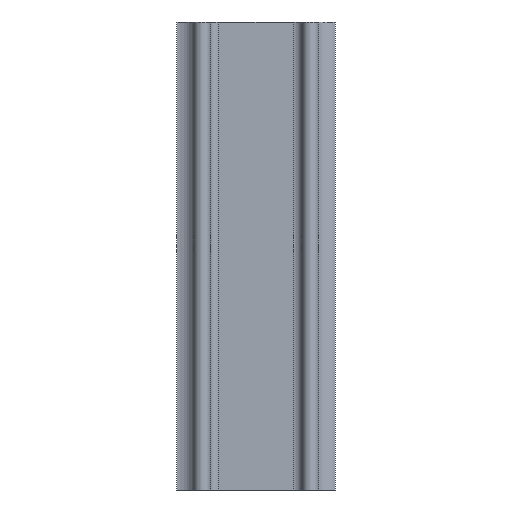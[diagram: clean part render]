
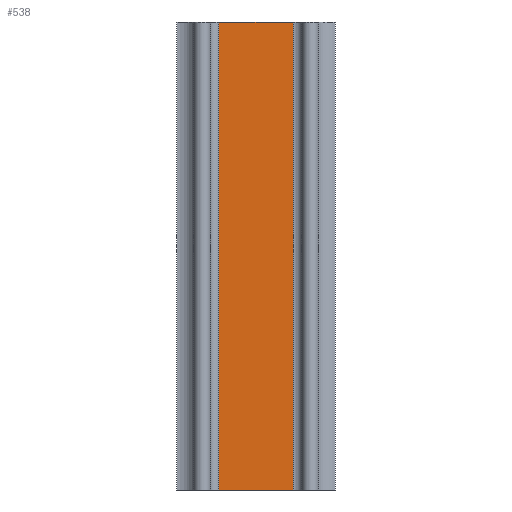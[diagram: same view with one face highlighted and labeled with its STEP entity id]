
A CAD part, front view. The second image highlights one B-rep face of the part: STEP entity #538.
In plain terms, the highlighted planar face has unit normal (0, -1, 0).
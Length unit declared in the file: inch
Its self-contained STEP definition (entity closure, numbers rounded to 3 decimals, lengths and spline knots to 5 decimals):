
#15 = VERTEX_POINT ( 'NONE', #78 ) ;
#72 = CARTESIAN_POINT ( 'NONE',  ( -0.08, -0.03, 0. ) ) ;
#78 = CARTESIAN_POINT ( 'NONE',  ( 0.08, -0.03, 0. ) ) ;
#94 = LINE ( 'NONE', #95, #96 ) ;
#95 = CARTESIAN_POINT ( 'NONE',  ( -0.08, -0.03, 0. ) ) ;
#96 = VECTOR ( 'NONE', #97, 39.37008 ) ;
#97 = DIRECTION ( 'NONE',  ( 1., 0., 0. ) ) ;
#98 = LINE ( 'NONE', #99, #100 ) ;
#99 = CARTESIAN_POINT ( 'NONE',  ( -0.08, -0.03, -1. ) ) ;
#100 = VECTOR ( 'NONE', #104, 39.37008 ) ;
#104 = DIRECTION ( 'NONE',  ( 1., 0., 0. ) ) ;
#170 = EDGE_CURVE ( 'NONE', #592, #15, #242, .T. ) ;
#191 = ORIENTED_EDGE ( 'NONE', *, *, #170, .T. ) ;
#211 = LINE ( 'NONE', #212, #213 ) ;
#212 = CARTESIAN_POINT ( 'NONE',  ( -0.08, -0.03, -1. ) ) ;
#213 = VECTOR ( 'NONE', #214, 39.37008 ) ;
#214 = DIRECTION ( 'NONE',  ( 0., 0., 1. ) ) ;
#242 = LINE ( 'NONE', #243, #244 ) ;
#243 = CARTESIAN_POINT ( 'NONE',  ( 0.08, -0.03, -1. ) ) ;
#244 = VECTOR ( 'NONE', #245, 39.37008 ) ;
#245 = DIRECTION ( 'NONE',  ( 0., 0., 1. ) ) ;
#265 = CARTESIAN_POINT ( 'NONE',  ( -0.08, -0.03, -1. ) ) ;
#288 = CARTESIAN_POINT ( 'NONE',  ( 0.08, -0.03, -1. ) ) ;
#315 = FACE_OUTER_BOUND ( 'NONE', #642, .T. ) ;
#316 = PLANE ( 'NONE',  #317 ) ;
#317 = AXIS2_PLACEMENT_3D ( 'NONE', #318, #319, #320 ) ;
#318 = CARTESIAN_POINT ( 'NONE',  ( -0.08, -0.03, -1. ) ) ;
#319 = DIRECTION ( 'NONE',  ( 0., -1., 0. ) ) ;
#320 = DIRECTION ( 'NONE',  ( 0., 0., -1. ) ) ;
#538 = ADVANCED_FACE ( 'NONE', ( #315 ), #316, .T. ) ;
#539 = ORIENTED_EDGE ( 'NONE', *, *, #621, .T. ) ;
#560 = ORIENTED_EDGE ( 'NONE', *, *, #631, .F. ) ;
#563 = VERTEX_POINT ( 'NONE', #72 ) ;
#569 = EDGE_CURVE ( 'NONE', #563, #15, #94, .T. ) ;
#585 = VERTEX_POINT ( 'NONE', #265 ) ;
#592 = VERTEX_POINT ( 'NONE', #288 ) ;
#596 = ORIENTED_EDGE ( 'NONE', *, *, #569, .F. ) ;
#621 = EDGE_CURVE ( 'NONE', #585, #592, #98, .T. ) ;
#631 = EDGE_CURVE ( 'NONE', #585, #563, #211, .T. ) ;
#642 = EDGE_LOOP ( 'NONE', ( #596, #560, #539, #191 ) ) ;
